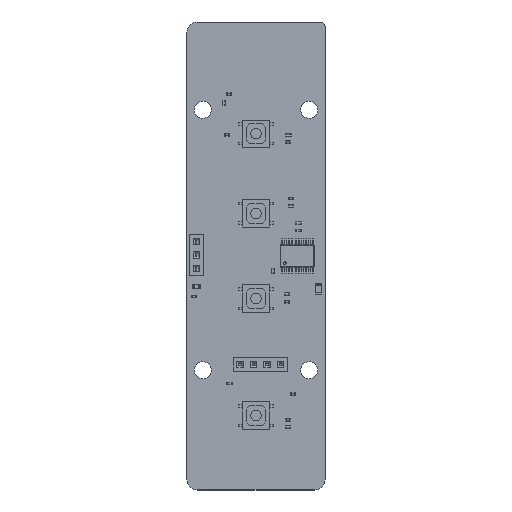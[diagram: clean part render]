
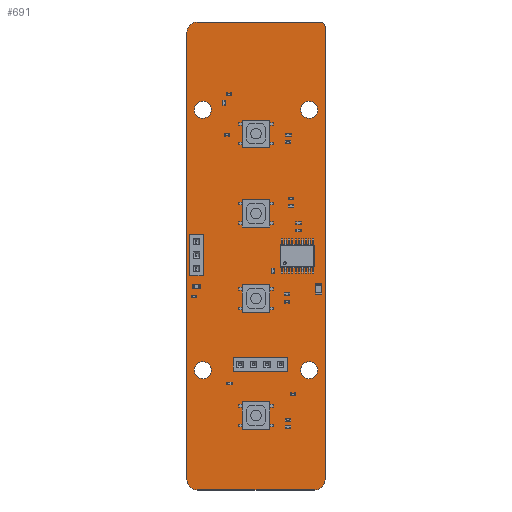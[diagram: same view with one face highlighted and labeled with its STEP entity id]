
A CAD part, top view. The second image highlights one B-rep face of the part: STEP entity #691.
In plain terms, the highlighted planar face has unit normal (0, 0, 1).
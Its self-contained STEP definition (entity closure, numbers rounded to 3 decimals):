
#77 = VERTEX_POINT('',#78);
#78 = CARTESIAN_POINT('',(36.,-30.,0.));
#95 = VERTEX_POINT('',#96);
#96 = CARTESIAN_POINT('',(59.,-30.,0.));
#102 = EDGE_CURVE('',#77,#95,#103,.T.);
#103 = LINE('',#104,#105);
#104 = CARTESIAN_POINT('',(36.,-30.,0.));
#105 = VECTOR('',#106,1.);
#106 = DIRECTION('',(1.,0.,0.));
#127 = VERTEX_POINT('',#128);
#128 = CARTESIAN_POINT('',(34.,-32.,0.));
#134 = EDGE_CURVE('',#77,#127,#135,.T.);
#135 = CIRCLE('',#136,2.);
#136 = AXIS2_PLACEMENT_3D('',#137,#138,#139);
#137 = CARTESIAN_POINT('',(36.,-32.,0.));
#138 = DIRECTION('',(0.,0.,1.));
#139 = DIRECTION('',(1.,0.,0.));
#150 = VERTEX_POINT('',#151);
#151 = CARTESIAN_POINT('',(60.,-31.,0.));
#167 = EDGE_CURVE('',#150,#95,#168,.T.);
#168 = CIRCLE('',#169,1.);
#169 = AXIS2_PLACEMENT_3D('',#170,#171,#172);
#170 = CARTESIAN_POINT('',(59.,-31.,0.));
#171 = DIRECTION('',(0.,0.,1.));
#172 = DIRECTION('',(1.,0.,0.));
#192 = VERTEX_POINT('',#193);
#193 = CARTESIAN_POINT('',(34.,-116.,0.));
#199 = EDGE_CURVE('',#127,#192,#200,.T.);
#200 = LINE('',#201,#202);
#201 = CARTESIAN_POINT('',(34.,-32.,0.));
#202 = VECTOR('',#203,1.);
#203 = DIRECTION('',(0.,-1.,0.));
#223 = VERTEX_POINT('',#224);
#224 = CARTESIAN_POINT('',(60.,-116.,0.));
#230 = EDGE_CURVE('',#150,#223,#231,.T.);
#231 = LINE('',#232,#233);
#232 = CARTESIAN_POINT('',(60.,-31.,0.));
#233 = VECTOR('',#234,1.);
#234 = DIRECTION('',(0.,-1.,0.));
#255 = VERTEX_POINT('',#256);
#256 = CARTESIAN_POINT('',(36.,-118.,0.));
#262 = EDGE_CURVE('',#192,#255,#263,.T.);
#263 = CIRCLE('',#264,2.);
#264 = AXIS2_PLACEMENT_3D('',#265,#266,#267);
#265 = CARTESIAN_POINT('',(36.,-116.,0.));
#266 = DIRECTION('',(0.,0.,1.));
#267 = DIRECTION('',(1.,0.,0.));
#278 = VERTEX_POINT('',#279);
#279 = CARTESIAN_POINT('',(58.,-118.,0.));
#295 = EDGE_CURVE('',#278,#223,#296,.T.);
#296 = CIRCLE('',#297,2.);
#297 = AXIS2_PLACEMENT_3D('',#298,#299,#300);
#298 = CARTESIAN_POINT('',(58.,-116.,0.));
#299 = DIRECTION('',(0.,0.,1.));
#300 = DIRECTION('',(1.,0.,0.));
#318 = EDGE_CURVE('',#255,#278,#319,.T.);
#319 = LINE('',#320,#321);
#320 = CARTESIAN_POINT('',(36.,-118.,0.));
#321 = VECTOR('',#322,1.);
#322 = DIRECTION('',(1.,0.,0.));
#333 = VERTEX_POINT('',#334);
#334 = CARTESIAN_POINT('',(38.6,-46.5,0.));
#350 = EDGE_CURVE('',#333,#333,#351,.T.);
#351 = CIRCLE('',#352,1.6);
#352 = AXIS2_PLACEMENT_3D('',#353,#354,#355);
#353 = CARTESIAN_POINT('',(37.,-46.5,0.));
#354 = DIRECTION('',(0.,0.,1.));
#355 = DIRECTION('',(1.,0.,-0.));
#366 = VERTEX_POINT('',#367);
#367 = CARTESIAN_POINT('',(36.3,-76.4,0.));
#383 = EDGE_CURVE('',#366,#366,#384,.T.);
#384 = CIRCLE('',#385,0.5);
#385 = AXIS2_PLACEMENT_3D('',#386,#387,#388);
#386 = CARTESIAN_POINT('',(35.8,-76.4,0.));
#387 = DIRECTION('',(0.,0.,1.));
#388 = DIRECTION('',(1.,0.,-0.));
#399 = VERTEX_POINT('',#400);
#400 = CARTESIAN_POINT('',(36.3,-73.86,0.));
#416 = EDGE_CURVE('',#399,#399,#417,.T.);
#417 = CIRCLE('',#418,0.5);
#418 = AXIS2_PLACEMENT_3D('',#419,#420,#421);
#419 = CARTESIAN_POINT('',(35.8,-73.86,0.));
#420 = DIRECTION('',(0.,0.,1.));
#421 = DIRECTION('',(1.,0.,-0.));
#432 = VERTEX_POINT('',#433);
#433 = CARTESIAN_POINT('',(36.3,-71.32,0.));
#449 = EDGE_CURVE('',#432,#432,#450,.T.);
#450 = CIRCLE('',#451,0.5);
#451 = AXIS2_PLACEMENT_3D('',#452,#453,#454);
#452 = CARTESIAN_POINT('',(35.8,-71.32,0.));
#453 = DIRECTION('',(0.,0.,1.));
#454 = DIRECTION('',(1.,0.,-0.));
#465 = VERTEX_POINT('',#466);
#466 = CARTESIAN_POINT('',(47.04,-94.4,0.));
#482 = EDGE_CURVE('',#465,#465,#483,.T.);
#483 = CIRCLE('',#484,0.5);
#484 = AXIS2_PLACEMENT_3D('',#485,#486,#487);
#485 = CARTESIAN_POINT('',(46.54,-94.4,0.));
#486 = DIRECTION('',(0.,0.,1.));
#487 = DIRECTION('',(1.,0.,-0.));
#498 = VERTEX_POINT('',#499);
#499 = CARTESIAN_POINT('',(44.5,-94.4,0.));
#515 = EDGE_CURVE('',#498,#498,#516,.T.);
#516 = CIRCLE('',#517,0.5);
#517 = AXIS2_PLACEMENT_3D('',#518,#519,#520);
#518 = CARTESIAN_POINT('',(44.,-94.4,0.));
#519 = DIRECTION('',(0.,0.,1.));
#520 = DIRECTION('',(1.,0.,-0.));
#531 = VERTEX_POINT('',#532);
#532 = CARTESIAN_POINT('',(38.6,-95.5,0.));
#548 = EDGE_CURVE('',#531,#531,#549,.T.);
#549 = CIRCLE('',#550,1.6);
#550 = AXIS2_PLACEMENT_3D('',#551,#552,#553);
#551 = CARTESIAN_POINT('',(37.,-95.5,0.));
#552 = DIRECTION('',(0.,0.,1.));
#553 = DIRECTION('',(1.,0.,-0.));
#564 = VERTEX_POINT('',#565);
#565 = CARTESIAN_POINT('',(49.58,-94.4,0.));
#581 = EDGE_CURVE('',#564,#564,#582,.T.);
#582 = CIRCLE('',#583,0.5);
#583 = AXIS2_PLACEMENT_3D('',#584,#585,#586);
#584 = CARTESIAN_POINT('',(49.08,-94.4,0.));
#585 = DIRECTION('',(0.,0.,1.));
#586 = DIRECTION('',(1.,0.,-0.));
#597 = VERTEX_POINT('',#598);
#598 = CARTESIAN_POINT('',(52.12,-94.4,0.));
#614 = EDGE_CURVE('',#597,#597,#615,.T.);
#615 = CIRCLE('',#616,0.5);
#616 = AXIS2_PLACEMENT_3D('',#617,#618,#619);
#617 = CARTESIAN_POINT('',(51.62,-94.4,0.));
#618 = DIRECTION('',(0.,0.,1.));
#619 = DIRECTION('',(1.,0.,-0.));
#630 = VERTEX_POINT('',#631);
#631 = CARTESIAN_POINT('',(58.6,-46.5,0.));
#647 = EDGE_CURVE('',#630,#630,#648,.T.);
#648 = CIRCLE('',#649,1.6);
#649 = AXIS2_PLACEMENT_3D('',#650,#651,#652);
#650 = CARTESIAN_POINT('',(57.,-46.5,0.));
#651 = DIRECTION('',(0.,0.,1.));
#652 = DIRECTION('',(1.,0.,-0.));
#663 = VERTEX_POINT('',#664);
#664 = CARTESIAN_POINT('',(58.6,-95.5,0.));
#680 = EDGE_CURVE('',#663,#663,#681,.T.);
#681 = CIRCLE('',#682,1.6);
#682 = AXIS2_PLACEMENT_3D('',#683,#684,#685);
#683 = CARTESIAN_POINT('',(57.,-95.5,0.));
#684 = DIRECTION('',(0.,0.,1.));
#685 = DIRECTION('',(1.,0.,-0.));
#691 = ADVANCED_FACE('',(#692,#702,#705,#708,#711,#714,#717,#720,#723,
    #726,#729,#732),#735,.F.);
#692 = FACE_BOUND('',#693,.F.);
#693 = EDGE_LOOP('',(#694,#695,#696,#697,#698,#699,#700,#701));
#694 = ORIENTED_EDGE('',*,*,#102,.T.);
#695 = ORIENTED_EDGE('',*,*,#167,.F.);
#696 = ORIENTED_EDGE('',*,*,#230,.T.);
#697 = ORIENTED_EDGE('',*,*,#295,.F.);
#698 = ORIENTED_EDGE('',*,*,#318,.F.);
#699 = ORIENTED_EDGE('',*,*,#262,.F.);
#700 = ORIENTED_EDGE('',*,*,#199,.F.);
#701 = ORIENTED_EDGE('',*,*,#134,.F.);
#702 = FACE_BOUND('',#703,.F.);
#703 = EDGE_LOOP('',(#704));
#704 = ORIENTED_EDGE('',*,*,#350,.T.);
#705 = FACE_BOUND('',#706,.F.);
#706 = EDGE_LOOP('',(#707));
#707 = ORIENTED_EDGE('',*,*,#383,.T.);
#708 = FACE_BOUND('',#709,.F.);
#709 = EDGE_LOOP('',(#710));
#710 = ORIENTED_EDGE('',*,*,#416,.T.);
#711 = FACE_BOUND('',#712,.F.);
#712 = EDGE_LOOP('',(#713));
#713 = ORIENTED_EDGE('',*,*,#449,.T.);
#714 = FACE_BOUND('',#715,.F.);
#715 = EDGE_LOOP('',(#716));
#716 = ORIENTED_EDGE('',*,*,#482,.T.);
#717 = FACE_BOUND('',#718,.F.);
#718 = EDGE_LOOP('',(#719));
#719 = ORIENTED_EDGE('',*,*,#515,.T.);
#720 = FACE_BOUND('',#721,.F.);
#721 = EDGE_LOOP('',(#722));
#722 = ORIENTED_EDGE('',*,*,#548,.T.);
#723 = FACE_BOUND('',#724,.F.);
#724 = EDGE_LOOP('',(#725));
#725 = ORIENTED_EDGE('',*,*,#581,.T.);
#726 = FACE_BOUND('',#727,.F.);
#727 = EDGE_LOOP('',(#728));
#728 = ORIENTED_EDGE('',*,*,#614,.T.);
#729 = FACE_BOUND('',#730,.F.);
#730 = EDGE_LOOP('',(#731));
#731 = ORIENTED_EDGE('',*,*,#647,.T.);
#732 = FACE_BOUND('',#733,.F.);
#733 = EDGE_LOOP('',(#734));
#734 = ORIENTED_EDGE('',*,*,#680,.T.);
#735 = PLANE('',#736);
#736 = AXIS2_PLACEMENT_3D('',#737,#738,#739);
#737 = CARTESIAN_POINT('',(47.027,-73.911,0.));
#738 = DIRECTION('',(-0.,-0.,-1.));
#739 = DIRECTION('',(-1.,0.,0.));
